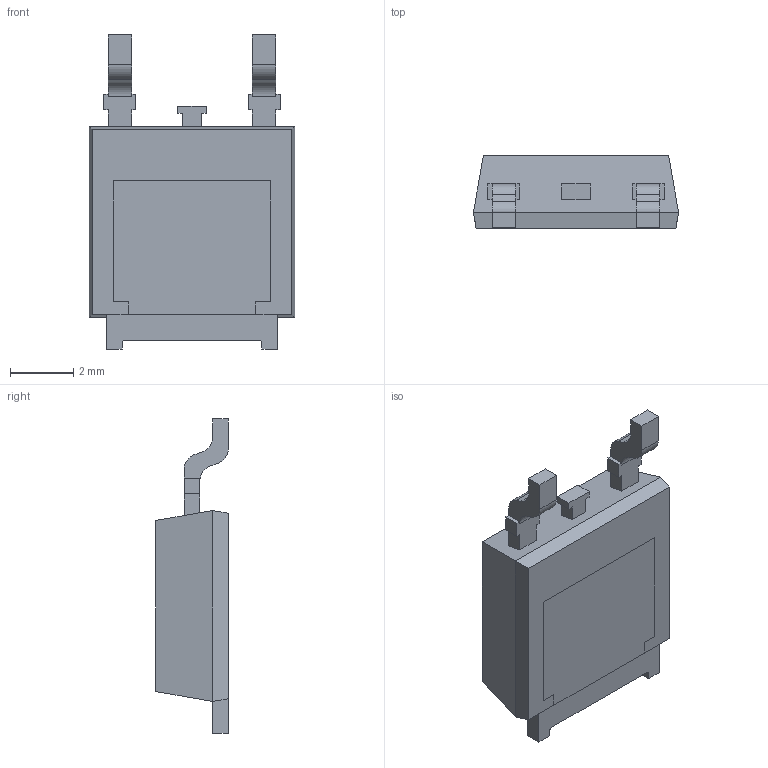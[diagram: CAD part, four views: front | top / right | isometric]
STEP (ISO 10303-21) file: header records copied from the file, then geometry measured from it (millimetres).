
FILE_DESCRIPTION (( 'STEP AP214' ), '1' );
FILE_NAME ('IPD30N06S2L-23.STEP', '2022-09-16T11:19:18', ( '' ), ( '' ), 'SwSTEP 2.0', 'SolidWorks 2018', '' );
FILE_SCHEMA (( 'AUTOMOTIVE_DESIGN' ));
Length unit declared in the file: millimetre
Products named in the file (1): IPD30N06S2L-23
Bounding box: 6.5 x 2.3 x 9.95 mm (x, y, z)
Volume: 88.2 mm3; surface area: 158.3 mm2
Topology: 4 solids, 4 shells, 80 faces, 211 edges, 140 vertices
Faces by surface type: plane 68, cylinder 12
Entity records: 2768 total; most frequent: CARTESIAN_POINT 432, ORIENTED_EDGE 422, DIRECTION 397, EDGE_CURVE 211, LINE 187, VECTOR 187, VERTEX_POINT 140, AXIS2_PLACEMENT_3D 105
